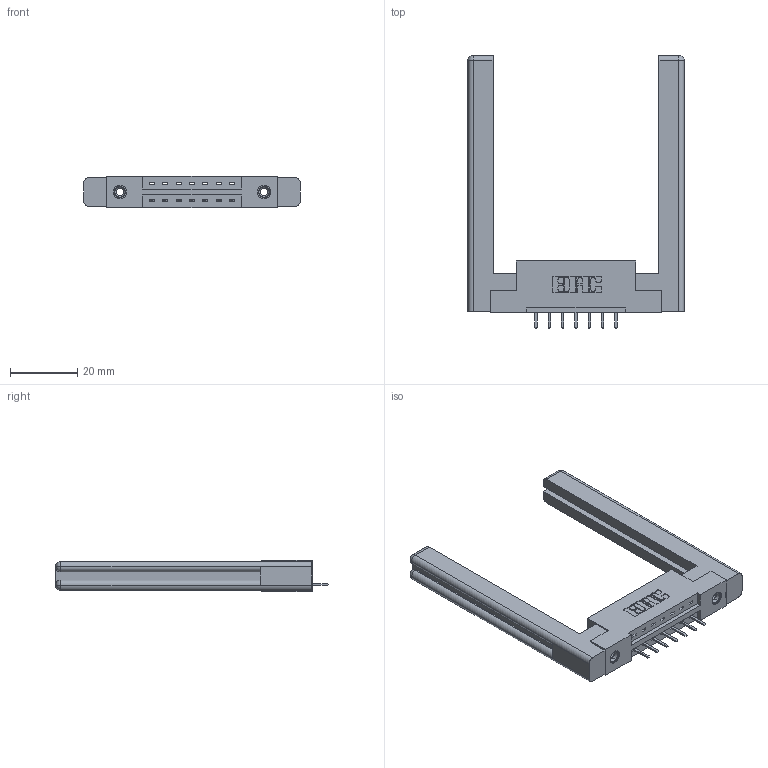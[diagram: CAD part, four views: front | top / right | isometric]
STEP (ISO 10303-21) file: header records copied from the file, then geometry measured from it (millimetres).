
FILE_DESCRIPTION (( 'STEP AP203' ), '1' );
FILE_NAME ('337-007-520-158.STEP', '2019-09-27T17:36:49', ( '' ), ( '' ), 'SwSTEP 2.0', 'SolidWorks 2016', '' );
FILE_SCHEMA (( 'CONFIG_CONTROL_DESIGN' ));
Length unit declared in the file: inch
Products named in the file (5): 337 Part_Flush Mounting Lugs - 0.156 Dia-TI; 345-292-001_345-293-120; 337-007-520-158; 345-250-001_345-250-001-102; 307-220-058
Assembly tree (12 placements, depth 2):
  337-007-520-158
    337 Part_Flush Mounting Lugs - 0.156 Dia-TI
    345-292-001_345-293-120  x7
    345-250-001_345-250-001-102  x2
    307-220-058  x2
Bounding box: 64.36 x 81.11 x 9.4 mm (x, y, z)
Volume: 13393.5 mm3; surface area: 11385.5 mm2
Topology: 12 solids, 12 shells, 718 faces, 2037 edges, 1326 vertices
Faces by surface type: plane 490, cylinder 204, cone 12, torus 12
Entity records: 12478 total; most frequent: CARTESIAN_POINT 2182, ORIENTED_EDGE 2052, DIRECTION 1916, EDGE_CURVE 1026, LINE 846, VECTOR 846, VERTEX_POINT 674, AXIS2_PLACEMENT_3D 535
